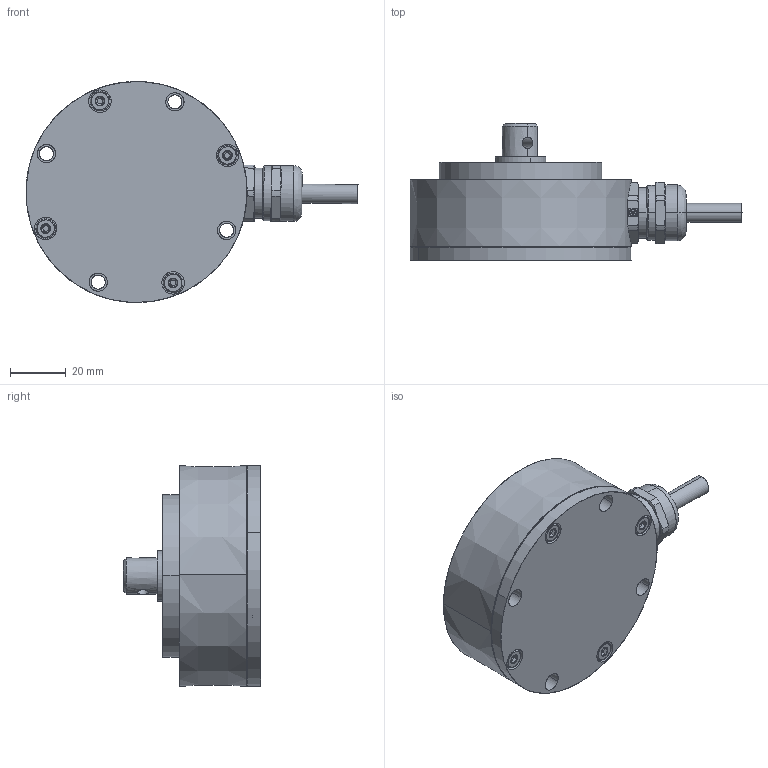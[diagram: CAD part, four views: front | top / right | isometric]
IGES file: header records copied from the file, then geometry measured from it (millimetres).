
Start section: SolidWorks IGES file using analytic representation for surfaces
Global section: file name: Gehaeuse_Code_1_Welle_Code_01_el_Abg_202 .IGS; native system: SolidWorks 2011; preprocessor: SolidWorks 2011; author: Thiel; date: 120529.153333; units: millimetre
Bounding box: 118.63 x 49 x 79 mm (x, y, z)
Surface area: 25097.3 mm2 (no closed solid volume)
Topology: 0 solids, 0 shells, 206 faces, 3328 edges, 3328 vertices
Faces by surface type: revolution 135, bspline 71
